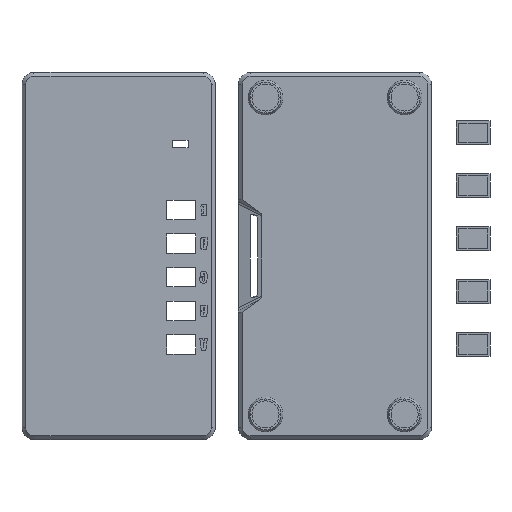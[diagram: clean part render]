
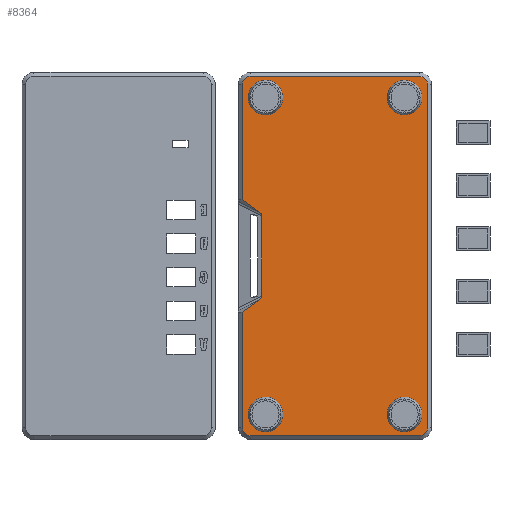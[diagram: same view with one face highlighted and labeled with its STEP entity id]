
A CAD part, front view. The second image highlights one B-rep face of the part: STEP entity #8364.
In plain terms, the highlighted planar face has unit normal (0, -1, 0).
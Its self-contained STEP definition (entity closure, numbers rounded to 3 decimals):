
#87=B_SPLINE_CURVE_WITH_KNOTS('',3,(#12409,#12410,#12411,#12412),
 .UNSPECIFIED.,.F.,.F.,(4,4),(0.063,1.014),
 .UNSPECIFIED.);
#91=B_SPLINE_CURVE_WITH_KNOTS('',3,(#12457,#12458,#12459,#12460,#12461,
#12462,#12463,#12464),.UNSPECIFIED.,.F.,.F.,(4,2,2,4),(0.,0.068,
0.088,0.103),.UNSPECIFIED.);
#95=B_SPLINE_CURVE_WITH_KNOTS('',3,(#12536,#12537,#12538,#12539,#12540,
#12541,#12542,#12543),.UNSPECIFIED.,.F.,.F.,(4,2,2,4),(0.,0.015,
0.046,0.104),.UNSPECIFIED.);
#98=B_SPLINE_CURVE_WITH_KNOTS('',3,(#12574,#12575,#12576,#12577,#12578,
#12579),.UNSPECIFIED.,.F.,.F.,(4,2,4),(0.077,0.157,
0.343),.UNSPECIFIED.);
#335=FACE_BOUND('',#1376,.T.);
#336=FACE_BOUND('',#1377,.T.);
#337=FACE_BOUND('',#1378,.T.);
#338=FACE_BOUND('',#1379,.T.);
#464=PLANE('',#8927);
#866=FACE_OUTER_BOUND('',#1375,.T.);
#1375=EDGE_LOOP('',(#6455,#6456,#6457,#6458,#6459,#6460,#6461,#6462,#6463,
#6464,#6465,#6466,#6467,#6468));
#1376=EDGE_LOOP('',(#6469));
#1377=EDGE_LOOP('',(#6470));
#1378=EDGE_LOOP('',(#6471));
#1379=EDGE_LOOP('',(#6472));
#1997=LINE('',#12475,#2925);
#1998=LINE('',#12582,#2926);
#1999=LINE('',#12586,#2927);
#2000=LINE('',#12590,#2928);
#2001=LINE('',#12594,#2929);
#2002=LINE('',#12597,#2930);
#2925=VECTOR('',#9896,10.);
#2926=VECTOR('',#9899,10.);
#2927=VECTOR('',#9902,10.);
#2928=VECTOR('',#9905,10.);
#2929=VECTOR('',#9908,10.);
#2930=VECTOR('',#9911,10.);
#3636=CIRCLE('',#8759,4.5);
#3641=CIRCLE('',#8769,4.5);
#3646=CIRCLE('',#8779,4.5);
#3651=CIRCLE('',#8789,4.5);
#3693=CIRCLE('',#8928,2.1);
#3694=CIRCLE('',#8929,2.1);
#3695=CIRCLE('',#8930,2.1);
#3696=CIRCLE('',#8931,2.1);
#3752=VERTEX_POINT('',#11274);
#3757=VERTEX_POINT('',#11292);
#3762=VERTEX_POINT('',#11310);
#3767=VERTEX_POINT('',#11328);
#3981=VERTEX_POINT('',#12401);
#3982=VERTEX_POINT('',#12408);
#3984=VERTEX_POINT('',#12450);
#3986=VERTEX_POINT('',#12468);
#3988=VERTEX_POINT('',#12529);
#3990=VERTEX_POINT('',#12569);
#3991=VERTEX_POINT('',#12581);
#3992=VERTEX_POINT('',#12583);
#3993=VERTEX_POINT('',#12585);
#3994=VERTEX_POINT('',#12587);
#3995=VERTEX_POINT('',#12589);
#3996=VERTEX_POINT('',#12591);
#3997=VERTEX_POINT('',#12593);
#3998=VERTEX_POINT('',#12595);
#4565=EDGE_CURVE('',#3752,#3752,#3636,.T.);
#4573=EDGE_CURVE('',#3757,#3757,#3641,.T.);
#4581=EDGE_CURVE('',#3762,#3762,#3646,.T.);
#4589=EDGE_CURVE('',#3767,#3767,#3651,.T.);
#4904=EDGE_CURVE('',#3982,#3981,#87,.T.);
#4908=EDGE_CURVE('',#3981,#3984,#91,.T.);
#4911=EDGE_CURVE('',#3984,#3986,#1997,.T.);
#4914=EDGE_CURVE('',#3986,#3988,#95,.T.);
#4917=EDGE_CURVE('',#3988,#3990,#98,.T.);
#4918=EDGE_CURVE('',#3991,#3990,#1998,.T.);
#4919=EDGE_CURVE('',#3992,#3991,#3693,.T.);
#4920=EDGE_CURVE('',#3993,#3992,#1999,.T.);
#4921=EDGE_CURVE('',#3994,#3993,#3694,.T.);
#4922=EDGE_CURVE('',#3995,#3994,#2000,.T.);
#4923=EDGE_CURVE('',#3996,#3995,#3695,.T.);
#4924=EDGE_CURVE('',#3997,#3996,#2001,.T.);
#4925=EDGE_CURVE('',#3998,#3997,#3696,.T.);
#4926=EDGE_CURVE('',#3982,#3998,#2002,.T.);
#6455=ORIENTED_EDGE('',*,*,#4904,.T.);
#6456=ORIENTED_EDGE('',*,*,#4908,.T.);
#6457=ORIENTED_EDGE('',*,*,#4911,.T.);
#6458=ORIENTED_EDGE('',*,*,#4914,.T.);
#6459=ORIENTED_EDGE('',*,*,#4917,.T.);
#6460=ORIENTED_EDGE('',*,*,#4918,.F.);
#6461=ORIENTED_EDGE('',*,*,#4919,.F.);
#6462=ORIENTED_EDGE('',*,*,#4920,.F.);
#6463=ORIENTED_EDGE('',*,*,#4921,.F.);
#6464=ORIENTED_EDGE('',*,*,#4922,.F.);
#6465=ORIENTED_EDGE('',*,*,#4923,.F.);
#6466=ORIENTED_EDGE('',*,*,#4924,.F.);
#6467=ORIENTED_EDGE('',*,*,#4925,.F.);
#6468=ORIENTED_EDGE('',*,*,#4926,.F.);
#6469=ORIENTED_EDGE('',*,*,#4565,.T.);
#6470=ORIENTED_EDGE('',*,*,#4573,.T.);
#6471=ORIENTED_EDGE('',*,*,#4581,.T.);
#6472=ORIENTED_EDGE('',*,*,#4589,.T.);
#8364=ADVANCED_FACE('',(#866,#335,#336,#337,#338),#464,.F.);
#8759=AXIS2_PLACEMENT_3D('',#11276,#9333,#9334);
#8769=AXIS2_PLACEMENT_3D('',#11294,#9356,#9357);
#8779=AXIS2_PLACEMENT_3D('',#11312,#9379,#9380);
#8789=AXIS2_PLACEMENT_3D('',#11330,#9402,#9403);
#8927=AXIS2_PLACEMENT_3D('',#12580,#9897,#9898);
#8928=AXIS2_PLACEMENT_3D('',#12584,#9900,#9901);
#8929=AXIS2_PLACEMENT_3D('',#12588,#9903,#9904);
#8930=AXIS2_PLACEMENT_3D('',#12592,#9906,#9907);
#8931=AXIS2_PLACEMENT_3D('',#12596,#9909,#9910);
#9333=DIRECTION('center_axis',(0.,1.,0.));
#9334=DIRECTION('ref_axis',(0.,0.,1.));
#9356=DIRECTION('center_axis',(0.,1.,0.));
#9357=DIRECTION('ref_axis',(0.,0.,1.));
#9379=DIRECTION('center_axis',(0.,1.,0.));
#9380=DIRECTION('ref_axis',(0.,0.,1.));
#9402=DIRECTION('center_axis',(0.,1.,0.));
#9403=DIRECTION('ref_axis',(0.,0.,1.));
#9896=DIRECTION('',(0.,0.,-1.));
#9897=DIRECTION('center_axis',(0.,1.,0.));
#9898=DIRECTION('ref_axis',(0.,0.,-1.));
#9899=DIRECTION('',(0.,0.,1.));
#9900=DIRECTION('center_axis',(0.,1.,0.));
#9901=DIRECTION('ref_axis',(-0.707,0.,-0.707));
#9902=DIRECTION('',(-1.,0.,0.));
#9903=DIRECTION('center_axis',(0.,1.,0.));
#9904=DIRECTION('ref_axis',(0.707,0.,-0.707));
#9905=DIRECTION('',(0.,0.,-1.));
#9906=DIRECTION('center_axis',(0.,1.,0.));
#9907=DIRECTION('ref_axis',(0.707,0.,0.707));
#9908=DIRECTION('',(1.,0.,0.));
#9909=DIRECTION('center_axis',(0.,1.,0.));
#9910=DIRECTION('ref_axis',(-0.707,0.,0.707));
#9911=DIRECTION('',(0.,0.,1.));
#11274=CARTESIAN_POINT('',(126.,0.,36.5));
#11276=CARTESIAN_POINT('Origin',(126.,0.,41.));
#11292=CARTESIAN_POINT('',(126.,0.,-45.5));
#11294=CARTESIAN_POINT('Origin',(126.,0.,-41.));
#11310=CARTESIAN_POINT('',(162.,0.,36.5));
#11312=CARTESIAN_POINT('Origin',(162.,0.,41.));
#11328=CARTESIAN_POINT('',(162.,0.,-45.5));
#11330=CARTESIAN_POINT('Origin',(162.,0.,-41.));
#12401=CARTESIAN_POINT('',(124.447,0.,11.318));
#12408=CARTESIAN_POINT('',(119.973,0.,14.545));
#12409=CARTESIAN_POINT('Ctrl Pts',(119.973,0.,
14.545));
#12410=CARTESIAN_POINT('Ctrl Pts',(122.419,0.,
12.847));
#12411=CARTESIAN_POINT('Ctrl Pts',(123.693,0.,
11.967));
#12412=CARTESIAN_POINT('Ctrl Pts',(124.447,0.,
11.318));
#12450=CARTESIAN_POINT('',(125.052,0.,10.463));
#12457=CARTESIAN_POINT('Ctrl Pts',(124.447,0.,
11.318));
#12458=CARTESIAN_POINT('Ctrl Pts',(124.618,0.,
11.171));
#12459=CARTESIAN_POINT('Ctrl Pts',(124.814,0.,
10.982));
#12460=CARTESIAN_POINT('Ctrl Pts',(124.971,0.,
10.735));
#12461=CARTESIAN_POINT('Ctrl Pts',(125.004,0.,
10.673));
#12462=CARTESIAN_POINT('Ctrl Pts',(125.042,0.,
10.562));
#12463=CARTESIAN_POINT('Ctrl Pts',(125.052,0.,10.513));
#12464=CARTESIAN_POINT('Ctrl Pts',(125.052,0.,10.463));
#12468=CARTESIAN_POINT('',(125.052,0.,-10.463));
#12475=CARTESIAN_POINT('',(125.052,0.,-0.003));
#12529=CARTESIAN_POINT('',(124.447,0.,-11.318));
#12536=CARTESIAN_POINT('Ctrl Pts',(125.052,0.,
-10.463));
#12537=CARTESIAN_POINT('Ctrl Pts',(125.052,0.,
-10.514));
#12538=CARTESIAN_POINT('Ctrl Pts',(125.041,0.,
-10.566));
#12539=CARTESIAN_POINT('Ctrl Pts',(124.99,0.,
-10.711));
#12540=CARTESIAN_POINT('Ctrl Pts',(124.931,0.,
-10.805));
#12541=CARTESIAN_POINT('Ctrl Pts',(124.752,0.,
-11.041));
#12542=CARTESIAN_POINT('Ctrl Pts',(124.595,0.,
-11.192));
#12543=CARTESIAN_POINT('Ctrl Pts',(124.447,0.,
-11.318));
#12569=CARTESIAN_POINT('',(119.973,0.,-14.545));
#12574=CARTESIAN_POINT('Ctrl Pts',(124.447,0.,
-11.318));
#12575=CARTESIAN_POINT('Ctrl Pts',(124.209,0.,
-11.523));
#12576=CARTESIAN_POINT('Ctrl Pts',(123.942,0.,
-11.733));
#12577=CARTESIAN_POINT('Ctrl Pts',(122.976,0.,
-12.459));
#12578=CARTESIAN_POINT('Ctrl Pts',(122.034,0.,
-13.115));
#12579=CARTESIAN_POINT('Ctrl Pts',(119.973,0.,
-14.545));
#12580=CARTESIAN_POINT('Origin',(143.973,0.,-0.006));
#12581=CARTESIAN_POINT('',(119.973,0.,-44.406));
#12582=CARTESIAN_POINT('',(119.973,0.,-0.006));
#12583=CARTESIAN_POINT('',(122.073,0.,-46.506));
#12584=CARTESIAN_POINT('Origin',(122.073,0.,-44.406));
#12585=CARTESIAN_POINT('',(165.873,0.,-46.506));
#12586=CARTESIAN_POINT('',(143.973,0.,-46.506));
#12587=CARTESIAN_POINT('',(167.973,0.,-44.406));
#12588=CARTESIAN_POINT('Origin',(165.873,0.,-44.406));
#12589=CARTESIAN_POINT('',(167.973,0.,44.394));
#12590=CARTESIAN_POINT('',(167.973,0.,-0.006));
#12591=CARTESIAN_POINT('',(165.873,0.,46.494));
#12592=CARTESIAN_POINT('Origin',(165.873,0.,44.394));
#12593=CARTESIAN_POINT('',(122.073,0.,46.494));
#12594=CARTESIAN_POINT('',(143.973,0.,46.494));
#12595=CARTESIAN_POINT('',(119.973,0.,44.394));
#12596=CARTESIAN_POINT('Origin',(122.073,0.,44.394));
#12597=CARTESIAN_POINT('',(119.973,0.,-0.006));
